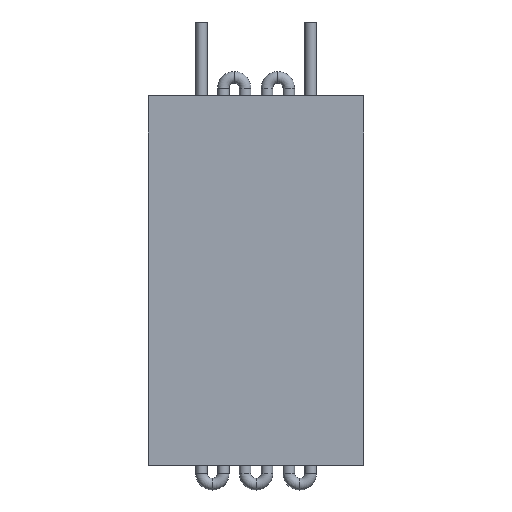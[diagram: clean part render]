
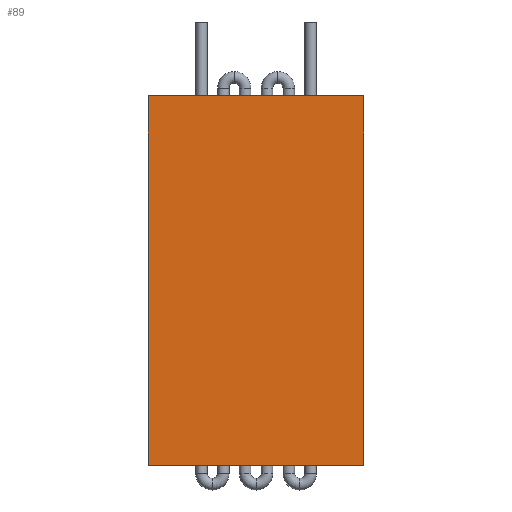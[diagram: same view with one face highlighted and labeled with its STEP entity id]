
A CAD part, front view. The second image highlights one B-rep face of the part: STEP entity #89.
In plain terms, the highlighted planar face has unit normal (0, -1, 0).
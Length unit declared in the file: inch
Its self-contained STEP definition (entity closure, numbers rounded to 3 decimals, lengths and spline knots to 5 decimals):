
#89 = ADVANCED_FACE ( 'NONE', ( #1069 ), #1302, .T. ) ;
#140 = CARTESIAN_POINT ( 'NONE',  ( 3.5, -0.62, -6. ) ) ;
#435 = CARTESIAN_POINT ( 'NONE',  ( 3.5, -0.62, 6. ) ) ;
#438 = ORIENTED_EDGE ( 'NONE', *, *, #2112, .T. ) ;
#483 = CARTESIAN_POINT ( 'NONE',  ( -3.5, -0.62, 6. ) ) ;
#557 = VECTOR ( 'NONE', #826, 39.37008 ) ;
#666 = VECTOR ( 'NONE', #956, 39.37008 ) ;
#714 = ORIENTED_EDGE ( 'NONE', *, *, #3425, .F. ) ;
#721 = LINE ( 'NONE', #2940, #557 ) ;
#727 = DIRECTION ( 'NONE',  ( -1., 0., 0. ) ) ;
#826 = DIRECTION ( 'NONE',  ( 0., 0., -1. ) ) ;
#898 = VERTEX_POINT ( 'NONE', #140 ) ;
#956 = DIRECTION ( 'NONE',  ( 0., 0., -1. ) ) ;
#1069 = FACE_OUTER_BOUND ( 'NONE', #2120, .T. ) ;
#1121 = VECTOR ( 'NONE', #727, 39.37008 ) ;
#1295 = AXIS2_PLACEMENT_3D ( 'NONE', #3184, #1874, #2110 ) ;
#1302 = PLANE ( 'NONE',  #1295 ) ;
#1758 = CARTESIAN_POINT ( 'NONE',  ( -3.5, -0.62, -6. ) ) ;
#1847 = LINE ( 'NONE', #1850, #2643 ) ;
#1850 = CARTESIAN_POINT ( 'NONE',  ( 3.5, -0.62, -6. ) ) ;
#1874 = DIRECTION ( 'NONE',  ( 0., -1., 0. ) ) ;
#2034 = VERTEX_POINT ( 'NONE', #1758 ) ;
#2110 = DIRECTION ( 'NONE',  ( 1., 0., 0. ) ) ;
#2112 = EDGE_CURVE ( 'NONE', #2664, #2152, #3245, .T. ) ;
#2116 = DIRECTION ( 'NONE',  ( -1., 0., 0. ) ) ;
#2120 = EDGE_LOOP ( 'NONE', ( #714, #2226, #438, #2136 ) ) ;
#2136 = ORIENTED_EDGE ( 'NONE', *, *, #2311, .T. ) ;
#2152 = VERTEX_POINT ( 'NONE', #483 ) ;
#2226 = ORIENTED_EDGE ( 'NONE', *, *, #3078, .F. ) ;
#2311 = EDGE_CURVE ( 'NONE', #2152, #2034, #721, .T. ) ;
#2617 = CARTESIAN_POINT ( 'NONE',  ( 3.5, -0.62, 6. ) ) ;
#2643 = VECTOR ( 'NONE', #2116, 39.37008 ) ;
#2664 = VERTEX_POINT ( 'NONE', #435 ) ;
#2771 = LINE ( 'NONE', #2617, #666 ) ;
#2940 = CARTESIAN_POINT ( 'NONE',  ( -3.5, -0.62, 6. ) ) ;
#3078 = EDGE_CURVE ( 'NONE', #2664, #898, #2771, .T. ) ;
#3184 = CARTESIAN_POINT ( 'NONE',  ( 3.5, -0.62, 6. ) ) ;
#3245 = LINE ( 'NONE', #3374, #1121 ) ;
#3374 = CARTESIAN_POINT ( 'NONE',  ( 3.5, -0.62, 6. ) ) ;
#3425 = EDGE_CURVE ( 'NONE', #898, #2034, #1847, .T. ) ;
